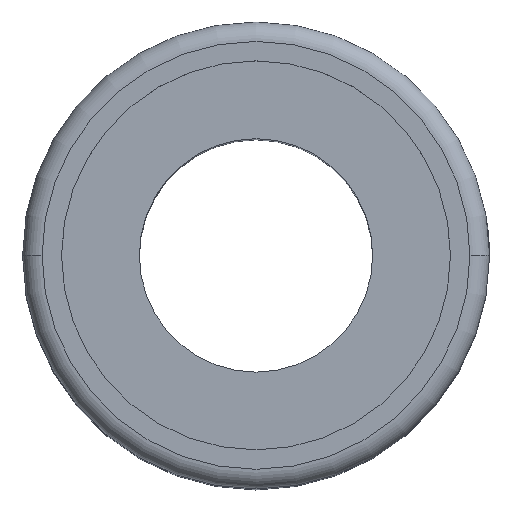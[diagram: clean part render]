
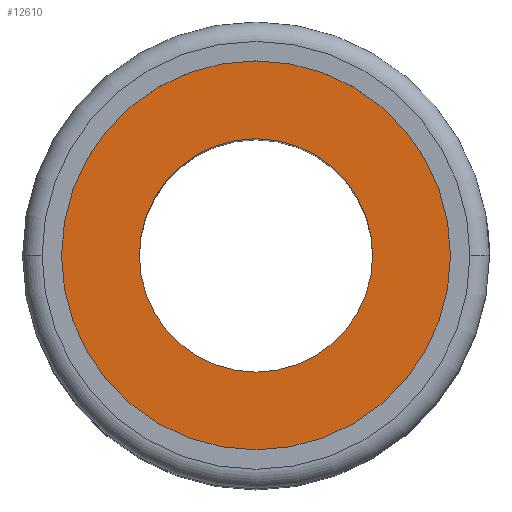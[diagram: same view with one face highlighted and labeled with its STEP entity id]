
A CAD part, top view. The second image highlights one B-rep face of the part: STEP entity #12610.
In plain terms, the highlighted planar face has unit normal (0, 0, 1).
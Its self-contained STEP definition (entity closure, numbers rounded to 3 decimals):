
#939 = CARTESIAN_POINT ( 'NONE',  ( 0., 0., 8.8 ) ) ;
#1051 = AXIS2_PLACEMENT_3D ( 'NONE', #14396, #12030, #10808 ) ;
#1477 = DIRECTION ( 'NONE',  ( 0., 0., 1. ) ) ;
#1936 = AXIS2_PLACEMENT_3D ( 'NONE', #15027, #4495, #12431 ) ;
#2237 = CARTESIAN_POINT ( 'NONE',  ( 3., 0., 8.8 ) ) ;
#2427 = FACE_OUTER_BOUND ( 'NONE', #5827, .T. ) ;
#2583 = DIRECTION ( 'NONE',  ( 1., 0., 0. ) ) ;
#2981 = CARTESIAN_POINT ( 'NONE',  ( -3., 0., 8.8 ) ) ;
#3485 = CARTESIAN_POINT ( 'NONE',  ( 0., 0., 8.8 ) ) ;
#3498 = AXIS2_PLACEMENT_3D ( 'NONE', #9695, #1477, #11902 ) ;
#4008 = VERTEX_POINT ( 'NONE', #9114 ) ;
#4166 = EDGE_LOOP ( 'NONE', ( #14551, #13495 ) ) ;
#4347 = CIRCLE ( 'NONE', #13122, 5. ) ;
#4495 = DIRECTION ( 'NONE',  ( 0., 0., 1. ) ) ;
#4962 = CIRCLE ( 'NONE', #3498, 5. ) ;
#4995 = EDGE_CURVE ( 'NONE', #10714, #6456, #7371, .T. ) ;
#5827 = EDGE_LOOP ( 'NONE', ( #14383, #14173 ) ) ;
#6456 = VERTEX_POINT ( 'NONE', #2237 ) ;
#6997 = PLANE ( 'NONE',  #7636 ) ;
#7371 = CIRCLE ( 'NONE', #1051, 3. ) ;
#7636 = AXIS2_PLACEMENT_3D ( 'NONE', #3485, #11641, #2583 ) ;
#7765 = CIRCLE ( 'NONE', #1936, 3. ) ;
#8204 = VERTEX_POINT ( 'NONE', #8367 ) ;
#8367 = CARTESIAN_POINT ( 'NONE',  ( 5., 0., 8.8 ) ) ;
#8584 = EDGE_CURVE ( 'NONE', #4008, #8204, #4347, .T. ) ;
#8614 = EDGE_CURVE ( 'NONE', #6456, #10714, #7765, .T. ) ;
#9114 = CARTESIAN_POINT ( 'NONE',  ( -5., 0., 8.8 ) ) ;
#9435 = FACE_BOUND ( 'NONE', #4166, .T. ) ;
#9695 = CARTESIAN_POINT ( 'NONE',  ( 0., 0., 8.8 ) ) ;
#10609 = EDGE_CURVE ( 'NONE', #8204, #4008, #4962, .T. ) ;
#10714 = VERTEX_POINT ( 'NONE', #2981 ) ;
#10808 = DIRECTION ( 'NONE',  ( 1., 0., 0. ) ) ;
#11641 = DIRECTION ( 'NONE',  ( 0., 0., 1. ) ) ;
#11902 = DIRECTION ( 'NONE',  ( 1., 0., 0. ) ) ;
#12030 = DIRECTION ( 'NONE',  ( 0., 0., 1. ) ) ;
#12431 = DIRECTION ( 'NONE',  ( 1., 0., 0. ) ) ;
#12610 = ADVANCED_FACE ( 'NONE', ( #9435, #2427 ), #6997, .T. ) ;
#13122 = AXIS2_PLACEMENT_3D ( 'NONE', #939, #14800, #14878 ) ;
#13495 = ORIENTED_EDGE ( 'NONE', *, *, #8614, .F. ) ;
#14173 = ORIENTED_EDGE ( 'NONE', *, *, #8584, .T. ) ;
#14383 = ORIENTED_EDGE ( 'NONE', *, *, #10609, .T. ) ;
#14396 = CARTESIAN_POINT ( 'NONE',  ( 0., 0., 8.8 ) ) ;
#14551 = ORIENTED_EDGE ( 'NONE', *, *, #4995, .F. ) ;
#14800 = DIRECTION ( 'NONE',  ( 0., 0., 1. ) ) ;
#14878 = DIRECTION ( 'NONE',  ( 1., 0., 0. ) ) ;
#15027 = CARTESIAN_POINT ( 'NONE',  ( 0., 0., 8.8 ) ) ;
